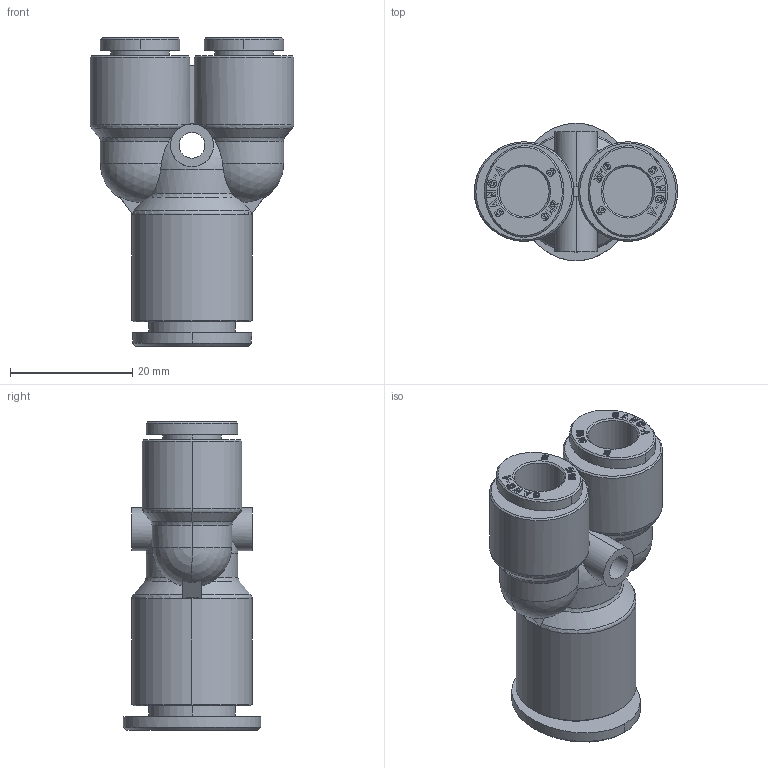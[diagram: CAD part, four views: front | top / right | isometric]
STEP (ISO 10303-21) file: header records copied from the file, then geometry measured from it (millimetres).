
FILE_DESCRIPTION((''),'2;1');
FILE_NAME('GPW_1208(3D).stp','2012-12-27T14:50:24',(''),(''),'Mechanical Desktop.R8.0.24.0','Mechanical Desktop.R8.0.24.0',', , ');
FILE_SCHEMA(('CONFIG_CONTROL_DESIGN'));
Length unit declared in the file: millimetre
Products named in the file (2): GPW_1208(3D); ºÎÇ°1
Assembly tree (1 placements, depth 2):
  GPW_1208(3D)
    ºÎÇ°1
Bounding box: 33.3 x 22.5 x 50.5 mm (x, y, z)
Volume: 12142.9 mm3; surface area: 7501.1 mm2
Topology: 1 solids, 1 shells, 1178 faces, 3352 edges, 2223 vertices
Faces by surface type: plane 1021, bspline 72, cylinder 49, cone 24, torus 6, sphere 6
Entity records: 40023 total; most frequent: CARTESIAN_POINT 9418, ORIENTED_EDGE 6696, DIRECTION 5752, EDGE_CURVE 3348, VECTOR 3006, LINE 3006, VERTEX_POINT 2223, AXIS2_PLACEMENT_3D 1373
